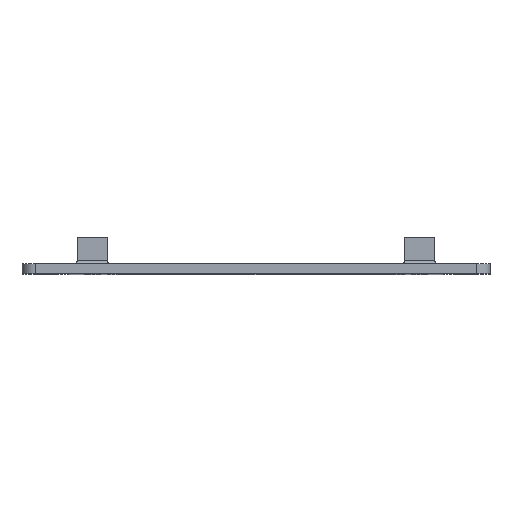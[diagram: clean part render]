
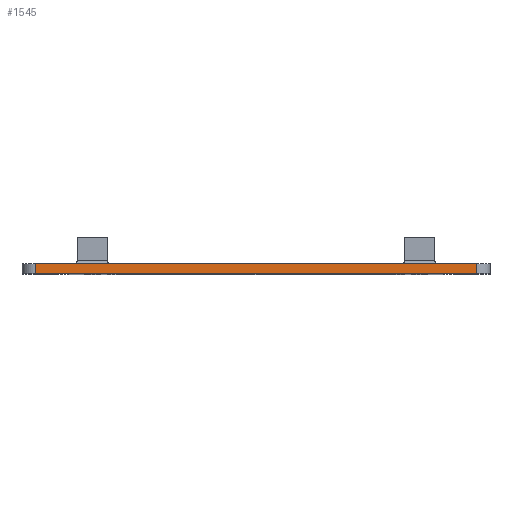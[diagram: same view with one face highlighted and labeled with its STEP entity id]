
A CAD part, top view. The second image highlights one B-rep face of the part: STEP entity #1545.
In plain terms, the highlighted planar face has unit normal (0, 0, 1).
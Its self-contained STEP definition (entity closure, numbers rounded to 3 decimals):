
#107 = ORIENTED_EDGE ( 'NONE', *, *, #1584, .T. ) ;
#184 = VECTOR ( 'NONE', #2429, 1000. ) ;
#405 = VECTOR ( 'NONE', #1957, 1000. ) ;
#427 = VERTEX_POINT ( 'NONE', #1162 ) ;
#560 = CARTESIAN_POINT ( 'NONE',  ( 57.5, 1.5, 3.5 ) ) ;
#563 = DIRECTION ( 'NONE',  ( -1., 0., 0. ) ) ;
#648 = CARTESIAN_POINT ( 'NONE',  ( -10.5, 0., 3.5 ) ) ;
#700 = LINE ( 'NONE', #560, #184 ) ;
#702 = EDGE_CURVE ( 'NONE', #786, #1870, #1915, .T. ) ;
#710 = VECTOR ( 'NONE', #1083, 1000. ) ;
#724 = CARTESIAN_POINT ( 'NONE',  ( -8.5, 0., 3.5 ) ) ;
#734 = FACE_OUTER_BOUND ( 'NONE', #1771, .T. ) ;
#786 = VERTEX_POINT ( 'NONE', #724 ) ;
#843 = CARTESIAN_POINT ( 'NONE',  ( 57.5, 1.5, 3.5 ) ) ;
#990 = PLANE ( 'NONE',  #1327 ) ;
#1083 = DIRECTION ( 'NONE',  ( 1., 0., 0. ) ) ;
#1162 = CARTESIAN_POINT ( 'NONE',  ( -8.5, 1.5, 3.5 ) ) ;
#1216 = ORIENTED_EDGE ( 'NONE', *, *, #1769, .F. ) ;
#1327 = AXIS2_PLACEMENT_3D ( 'NONE', #2188, #2459, #563 ) ;
#1335 = ORIENTED_EDGE ( 'NONE', *, *, #702, .T. ) ;
#1360 = CARTESIAN_POINT ( 'NONE',  ( 57.5, 0., 3.5 ) ) ;
#1430 = VECTOR ( 'NONE', #1880, 1000. ) ;
#1545 = ADVANCED_FACE ( 'NONE', ( #734 ), #990, .F. ) ;
#1584 = EDGE_CURVE ( 'NONE', #427, #786, #2562, .T. ) ;
#1612 = ORIENTED_EDGE ( 'NONE', *, *, #1928, .T. ) ;
#1617 = VERTEX_POINT ( 'NONE', #843 ) ;
#1769 = EDGE_CURVE ( 'NONE', #427, #1617, #1911, .T. ) ;
#1771 = EDGE_LOOP ( 'NONE', ( #1335, #1612, #1216, #107 ) ) ;
#1870 = VERTEX_POINT ( 'NONE', #1360 ) ;
#1880 = DIRECTION ( 'NONE',  ( 0., -1., 0. ) ) ;
#1911 = LINE ( 'NONE', #2599, #405 ) ;
#1915 = LINE ( 'NONE', #648, #710 ) ;
#1928 = EDGE_CURVE ( 'NONE', #1870, #1617, #700, .T. ) ;
#1957 = DIRECTION ( 'NONE',  ( 1., 0., 0. ) ) ;
#2088 = CARTESIAN_POINT ( 'NONE',  ( -8.5, 1.5, 3.5 ) ) ;
#2188 = CARTESIAN_POINT ( 'NONE',  ( -10.5, 1.5, 3.5 ) ) ;
#2429 = DIRECTION ( 'NONE',  ( 0., 1., 0. ) ) ;
#2459 = DIRECTION ( 'NONE',  ( 0., 0., -1. ) ) ;
#2562 = LINE ( 'NONE', #2088, #1430 ) ;
#2599 = CARTESIAN_POINT ( 'NONE',  ( -10.5, 1.5, 3.5 ) ) ;
